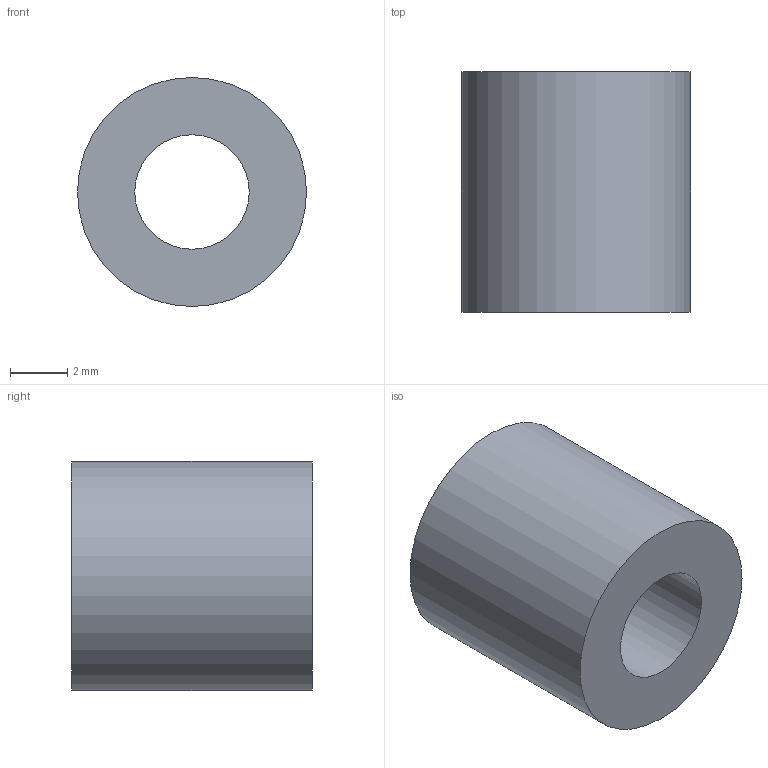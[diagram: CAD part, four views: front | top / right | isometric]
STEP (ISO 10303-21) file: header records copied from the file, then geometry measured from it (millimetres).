
FILE_DESCRIPTION(('FreeCAD Model'),'2;1');
FILE_NAME('Bague.step','2019-07-22T10:52:40',('sd'),(''),'InventorImporter 0.9','FreeCAD','');
FILE_SCHEMA (('AUTOMOTIVE_DESIGN { 1 0 10303 214 1 1 1 1}'));
Length unit declared in the file: millimetre
Products named in the file (1): Body_01_L_02
Bounding box: 8 x 8.4 x 8 mm (x, y, z)
Surface area: 392.1 mm2 (no closed solid volume)
Topology: 0 solids, 1 shells, 4 faces, 6 edges, 4 vertices
Faces by surface type: cylinder 2, plane 2
Full cylindrical faces by diameter (mm): 4 x1, 8 x1
Entity records: 106 total; most frequent: MECHANICAL_DESIGN_GEOMETRIC_PRESENTATION_REPRESENTATION 9, STYLED_ITEM 9, FACE_BOUND 8, EDGE_LOOP 8, ORIENTED_EDGE 8, CARTESIAN_POINT 8, AXIS2_PLACEMENT_3D 8, DIRECTION 7
